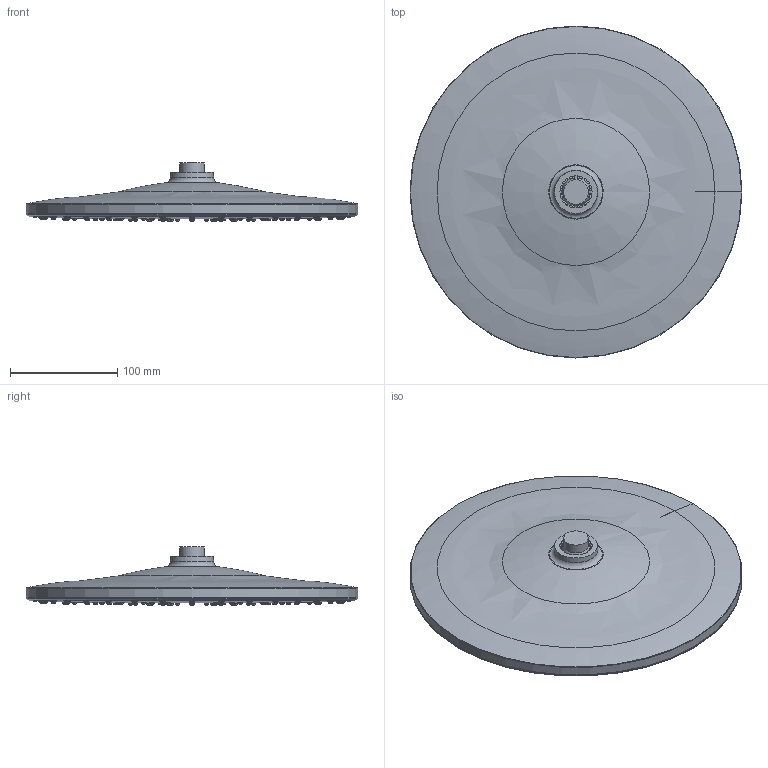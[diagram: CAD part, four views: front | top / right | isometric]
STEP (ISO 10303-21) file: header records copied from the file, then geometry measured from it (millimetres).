
FILE_DESCRIPTION(/* description */ ('Unknown'),/* implementation_level */ '2;1');
FILE_NAME(/* name */ '26561000',/* time_stamp */ '2022-09-10T06:46:45+02:00',/* author */ ('Unknown'),/* organization */ ('GROHE AG'),/* preprocessor_version */ 'ST-DEVELOPER v16.7',/* originating_system */ 'DEX',/* authorisation */ $);
FILE_SCHEMA (('AUTOMOTIVE_DESIGN {1 0 10303 214 3 1 1}'));
Products named in the file (5): 26561000; 26561000_0; id81; g0182DEC7767ozti
Assembly tree (4 placements, depth 2):
  26561000
    26561000
    26561000_0
    id81
    g0182DEC7767ozti
Bounding box: 310 x 310 x 54.22 mm (x, y, z)
Volume: 1248053.6 mm3; surface area: 309472.4 mm2
Topology: 2 solids, 277 shells, 967 faces, 4113 edges, 3199 vertices
Faces by surface type: bspline 460, cylinder 164, torus 162, plane 141, cone 39, sphere 1
Full cylindrical faces by diameter (mm): 1.2 x32, 4 x128, 23 x1, 30 x1, 50.2 x1, 310 x1
Entity records: 76071 total; most frequent: CARTESIAN_POINT 51538, ORIENTED_EDGE 3512, EDGE_CURVE 2757, VERTEX_POINT 2641, B_SPLINE_CURVE_WITH_KNOTS 2179, DIRECTION 2100, EDGE_LOOP 2096, FACE_BOUND 2096
